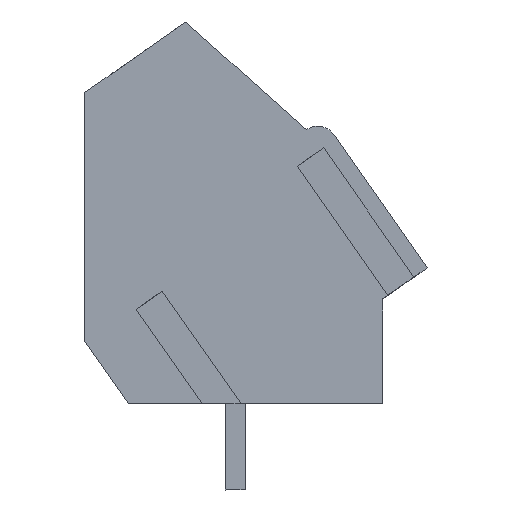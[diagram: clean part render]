
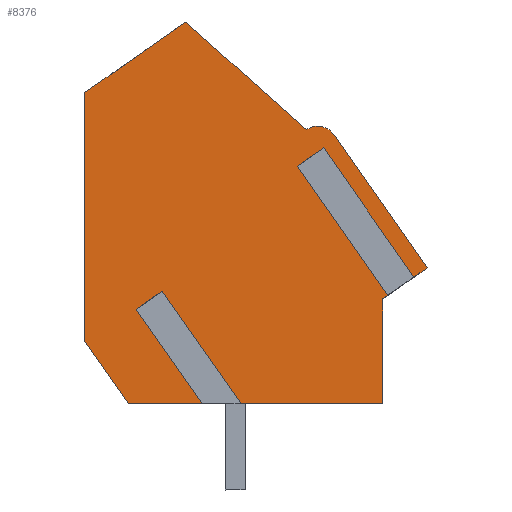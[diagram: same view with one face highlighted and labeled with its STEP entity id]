
A CAD part, left-side view. The second image highlights one B-rep face of the part: STEP entity #8376.
In plain terms, the highlighted planar face has unit normal (-1, 0, 0).
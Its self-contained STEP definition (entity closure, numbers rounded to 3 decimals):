
#8236=AXIS2_PLACEMENT_3D('Plane Axis2P3D',#8233,#8234,#8235) ;
#8298=AXIS2_PLACEMENT_3D('Circle Axis2P3D',#8296,#8297,$) ;
#8233=CARTESIAN_POINT('Axis2P3D Location',(0.55,13.9,0.)) ;
#8238=CARTESIAN_POINT('Line Origine',(0.55,4.87,3.5)) ;
#8242=CARTESIAN_POINT('Vertex',(0.55,7.94,3.5)) ;
#8244=CARTESIAN_POINT('Vertex',(0.55,1.8,3.5)) ;
#8247=CARTESIAN_POINT('Line Origine',(0.55,1.8,5.629)) ;
#8251=CARTESIAN_POINT('Vertex',(0.55,1.8,7.758)) ;
#8254=CARTESIAN_POINT('Line Origine',(0.55,1.568,7.92)) ;
#8258=CARTESIAN_POINT('Vertex',(0.55,1.336,8.083)) ;
#8261=CARTESIAN_POINT('Line Origine',(0.55,3.171,10.704)) ;
#8265=CARTESIAN_POINT('Vertex',(0.55,5.007,13.326)) ;
#8268=CARTESIAN_POINT('Line Origine',(0.55,4.736,13.515)) ;
#8272=CARTESIAN_POINT('Vertex',(0.55,4.465,13.705)) ;
#8275=CARTESIAN_POINT('Line Origine',(0.55,2.629,11.084)) ;
#8279=CARTESIAN_POINT('Vertex',(0.55,0.794,8.462)) ;
#8282=CARTESIAN_POINT('Line Origine',(0.55,0.397,8.74)) ;
#8286=CARTESIAN_POINT('Vertex',(0.55,0.,9.018)) ;
#8289=CARTESIAN_POINT('Line Origine',(0.55,1.893,11.722)) ;
#8293=CARTESIAN_POINT('Vertex',(0.55,3.786,14.425)) ;
#8296=CARTESIAN_POINT('Axis2P3D Location',(0.55,4.441,13.966)) ;
#8300=CARTESIAN_POINT('Vertex',(0.55,4.9,14.621)) ;
#8303=CARTESIAN_POINT('Line Origine',(0.55,7.352,16.811)) ;
#8307=CARTESIAN_POINT('Vertex',(0.55,9.804,19.)) ;
#8310=CARTESIAN_POINT('Line Origine',(0.55,11.852,17.566)) ;
#8314=CARTESIAN_POINT('Vertex',(0.55,13.9,16.132)) ;
#8317=CARTESIAN_POINT('Line Origine',(0.55,13.9,11.081)) ;
#8321=CARTESIAN_POINT('Vertex',(0.55,13.9,6.03)) ;
#8324=CARTESIAN_POINT('Line Origine',(0.55,13.014,4.765)) ;
#8328=CARTESIAN_POINT('Vertex',(0.55,12.128,3.5)) ;
#8331=CARTESIAN_POINT('Line Origine',(0.55,10.438,3.5)) ;
#8335=CARTESIAN_POINT('Vertex',(0.55,8.747,3.5)) ;
#8338=CARTESIAN_POINT('Line Origine',(0.55,10.154,5.508)) ;
#8342=CARTESIAN_POINT('Vertex',(0.55,11.56,7.516)) ;
#8345=CARTESIAN_POINT('Line Origine',(0.55,11.289,7.706)) ;
#8349=CARTESIAN_POINT('Vertex',(0.55,11.018,7.896)) ;
#8352=CARTESIAN_POINT('Line Origine',(0.55,9.479,5.698)) ;
#8234=DIRECTION('Axis2P3D Direction',(-1.,0.,0.)) ;
#8235=DIRECTION('Axis2P3D XDirection',(0.,-1.,0.)) ;
#8239=DIRECTION('Vector Direction',(0.,1.,0.)) ;
#8248=DIRECTION('Vector Direction',(0.,0.,-1.)) ;
#8255=DIRECTION('Vector Direction',(0.,0.819,-0.574)) ;
#8262=DIRECTION('Vector Direction',(0.,-0.574,-0.819)) ;
#8269=DIRECTION('Vector Direction',(0.,0.819,-0.574)) ;
#8276=DIRECTION('Vector Direction',(0.,-0.574,-0.819)) ;
#8283=DIRECTION('Vector Direction',(0.,0.819,-0.574)) ;
#8290=DIRECTION('Vector Direction',(0.,-0.574,-0.819)) ;
#8297=DIRECTION('Axis2P3D Direction',(-1.,0.,0.)) ;
#8304=DIRECTION('Vector Direction',(0.,-0.746,-0.666)) ;
#8311=DIRECTION('Vector Direction',(0.,-0.819,0.574)) ;
#8318=DIRECTION('Vector Direction',(0.,0.,1.)) ;
#8325=DIRECTION('Vector Direction',(0.,0.574,0.819)) ;
#8332=DIRECTION('Vector Direction',(0.,1.,0.)) ;
#8339=DIRECTION('Vector Direction',(0.,-0.574,-0.819)) ;
#8346=DIRECTION('Vector Direction',(0.,-0.819,0.574)) ;
#8353=DIRECTION('Vector Direction',(0.,-0.574,-0.819)) ;
#8240=VECTOR('Line Direction',#8239,1.) ;
#8249=VECTOR('Line Direction',#8248,1.) ;
#8256=VECTOR('Line Direction',#8255,1.) ;
#8263=VECTOR('Line Direction',#8262,1.) ;
#8270=VECTOR('Line Direction',#8269,1.) ;
#8277=VECTOR('Line Direction',#8276,1.) ;
#8284=VECTOR('Line Direction',#8283,1.) ;
#8291=VECTOR('Line Direction',#8290,1.) ;
#8305=VECTOR('Line Direction',#8304,1.) ;
#8312=VECTOR('Line Direction',#8311,1.) ;
#8319=VECTOR('Line Direction',#8318,1.) ;
#8326=VECTOR('Line Direction',#8325,1.) ;
#8333=VECTOR('Line Direction',#8332,1.) ;
#8340=VECTOR('Line Direction',#8339,1.) ;
#8347=VECTOR('Line Direction',#8346,1.) ;
#8354=VECTOR('Line Direction',#8353,1.) ;
#8358=ORIENTED_EDGE('',*,*,#8246,.T.) ;
#8359=ORIENTED_EDGE('',*,*,#8253,.T.) ;
#8360=ORIENTED_EDGE('',*,*,#8260,.T.) ;
#8361=ORIENTED_EDGE('',*,*,#8267,.F.) ;
#8362=ORIENTED_EDGE('',*,*,#8274,.F.) ;
#8363=ORIENTED_EDGE('',*,*,#8281,.T.) ;
#8364=ORIENTED_EDGE('',*,*,#8288,.T.) ;
#8365=ORIENTED_EDGE('',*,*,#8295,.T.) ;
#8366=ORIENTED_EDGE('',*,*,#8302,.T.) ;
#8367=ORIENTED_EDGE('',*,*,#8309,.T.) ;
#8368=ORIENTED_EDGE('',*,*,#8316,.T.) ;
#8369=ORIENTED_EDGE('',*,*,#8323,.T.) ;
#8370=ORIENTED_EDGE('',*,*,#8330,.T.) ;
#8371=ORIENTED_EDGE('',*,*,#8337,.T.) ;
#8372=ORIENTED_EDGE('',*,*,#8344,.F.) ;
#8373=ORIENTED_EDGE('',*,*,#8351,.F.) ;
#8374=ORIENTED_EDGE('',*,*,#8356,.T.) ;
#8376=ADVANCED_FACE('HOUSING',(#8375),#8237,.T.) ;
#8299=CIRCLE('generated circle',#8298,0.8) ;
#8246=EDGE_CURVE('',#8243,#8245,#8241,.F.) ;
#8253=EDGE_CURVE('',#8245,#8252,#8250,.F.) ;
#8260=EDGE_CURVE('',#8252,#8259,#8257,.F.) ;
#8267=EDGE_CURVE('',#8266,#8259,#8264,.T.) ;
#8274=EDGE_CURVE('',#8273,#8266,#8271,.T.) ;
#8281=EDGE_CURVE('',#8273,#8280,#8278,.T.) ;
#8288=EDGE_CURVE('',#8280,#8287,#8285,.F.) ;
#8295=EDGE_CURVE('',#8287,#8294,#8292,.F.) ;
#8302=EDGE_CURVE('',#8294,#8301,#8299,.T.) ;
#8309=EDGE_CURVE('',#8301,#8308,#8306,.F.) ;
#8316=EDGE_CURVE('',#8308,#8315,#8313,.F.) ;
#8323=EDGE_CURVE('',#8315,#8322,#8320,.F.) ;
#8330=EDGE_CURVE('',#8322,#8329,#8327,.F.) ;
#8337=EDGE_CURVE('',#8329,#8336,#8334,.F.) ;
#8344=EDGE_CURVE('',#8343,#8336,#8341,.T.) ;
#8351=EDGE_CURVE('',#8350,#8343,#8348,.F.) ;
#8356=EDGE_CURVE('',#8350,#8243,#8355,.T.) ;
#8357=EDGE_LOOP('',(#8358,#8359,#8360,#8361,#8362,#8363,#8364,#8365,#8366,#8367,#8368,#8369,#8370,#8371,#8372,#8373,#8374)) ;
#8375=FACE_OUTER_BOUND('',#8357,.T.) ;
#8241=LINE('Line',#8238,#8240) ;
#8250=LINE('Line',#8247,#8249) ;
#8257=LINE('Line',#8254,#8256) ;
#8264=LINE('Line',#8261,#8263) ;
#8271=LINE('Line',#8268,#8270) ;
#8278=LINE('Line',#8275,#8277) ;
#8285=LINE('Line',#8282,#8284) ;
#8292=LINE('Line',#8289,#8291) ;
#8306=LINE('Line',#8303,#8305) ;
#8313=LINE('Line',#8310,#8312) ;
#8320=LINE('Line',#8317,#8319) ;
#8327=LINE('Line',#8324,#8326) ;
#8334=LINE('Line',#8331,#8333) ;
#8341=LINE('Line',#8338,#8340) ;
#8348=LINE('Line',#8345,#8347) ;
#8355=LINE('Line',#8352,#8354) ;
#8237=PLANE('',#8236) ;
#8243=VERTEX_POINT('',#8242) ;
#8245=VERTEX_POINT('',#8244) ;
#8252=VERTEX_POINT('',#8251) ;
#8259=VERTEX_POINT('',#8258) ;
#8266=VERTEX_POINT('',#8265) ;
#8273=VERTEX_POINT('',#8272) ;
#8280=VERTEX_POINT('',#8279) ;
#8287=VERTEX_POINT('',#8286) ;
#8294=VERTEX_POINT('',#8293) ;
#8301=VERTEX_POINT('',#8300) ;
#8308=VERTEX_POINT('',#8307) ;
#8315=VERTEX_POINT('',#8314) ;
#8322=VERTEX_POINT('',#8321) ;
#8329=VERTEX_POINT('',#8328) ;
#8336=VERTEX_POINT('',#8335) ;
#8343=VERTEX_POINT('',#8342) ;
#8350=VERTEX_POINT('',#8349) ;
